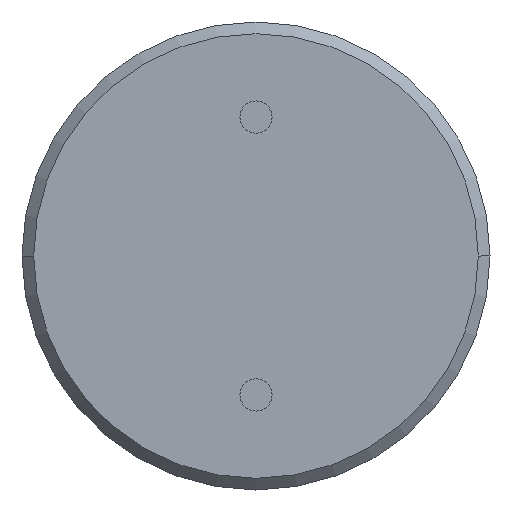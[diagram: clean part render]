
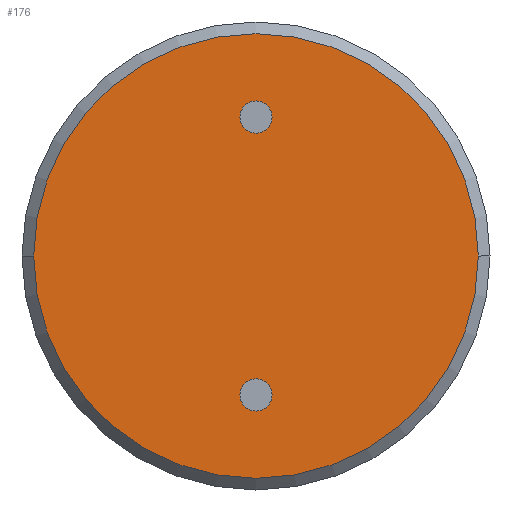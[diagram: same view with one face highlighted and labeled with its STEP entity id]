
A CAD part, front view. The second image highlights one B-rep face of the part: STEP entity #176.
In plain terms, the highlighted planar face has unit normal (0, -1, 0).
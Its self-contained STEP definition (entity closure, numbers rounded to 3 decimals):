
#1=CARTESIAN_POINT('',(0.,0.,-4.75));
#2=DIRECTION('',(0.,1.,0.));
#3=DIRECTION('',(1.,0.,0.));
#4=AXIS2_PLACEMENT_3D('',#1,#2,#3);
#6=CARTESIAN_POINT('',(0.,0.,-4.75));
#7=DIRECTION('',(0.,1.,0.));
#8=DIRECTION('',(-1.,0.,0.));
#9=AXIS2_PLACEMENT_3D('',#6,#7,#8);
#11=CARTESIAN_POINT('',(0.,0.,4.75));
#12=DIRECTION('',(0.,1.,0.));
#13=DIRECTION('',(1.,0.,0.));
#14=AXIS2_PLACEMENT_3D('',#11,#12,#13);
#16=CARTESIAN_POINT('',(0.,0.,4.75));
#17=DIRECTION('',(0.,1.,0.));
#18=DIRECTION('',(-1.,0.,0.));
#19=AXIS2_PLACEMENT_3D('',#16,#17,#18);
#21=CARTESIAN_POINT('',(0.,0.,0.));
#22=DIRECTION('',(0.,-1.,0.));
#23=DIRECTION('',(1.,0.,0.));
#24=AXIS2_PLACEMENT_3D('',#21,#22,#23);
#26=CARTESIAN_POINT('',(0.,0.,0.));
#27=DIRECTION('',(0.,-1.,0.));
#28=DIRECTION('',(-1.,0.,0.));
#29=AXIS2_PLACEMENT_3D('',#26,#27,#28);
#125=CARTESIAN_POINT('',(0.55,0.,-4.75));
#126=VERTEX_POINT('',#125);
#127=CARTESIAN_POINT('',(-0.55,0.,-4.75));
#128=VERTEX_POINT('',#127);
#133=CARTESIAN_POINT('',(0.55,0.,4.75));
#134=CARTESIAN_POINT('',(-0.55,0.,4.75));
#135=VERTEX_POINT('',#133);
#136=VERTEX_POINT('',#134);
#137=CARTESIAN_POINT('',(7.6,0.,0.));
#138=CARTESIAN_POINT('',(-7.6,0.,0.));
#139=VERTEX_POINT('',#137);
#140=VERTEX_POINT('',#138);
#153=CARTESIAN_POINT('',(0.,0.,0.));
#154=DIRECTION('',(0.,1.,0.));
#155=DIRECTION('',(1.,0.,0.));
#156=AXIS2_PLACEMENT_3D('',#153,#154,#155);
#157=PLANE('',#156);
#159=ORIENTED_EDGE('',*,*,#158,.F.);
#161=ORIENTED_EDGE('',*,*,#160,.F.);
#162=EDGE_LOOP('',(#159,#161));
#163=FACE_OUTER_BOUND('',#162,.F.);
#165=ORIENTED_EDGE('',*,*,#164,.F.);
#167=ORIENTED_EDGE('',*,*,#166,.F.);
#168=EDGE_LOOP('',(#165,#167));
#169=FACE_BOUND('',#168,.F.);
#171=ORIENTED_EDGE('',*,*,#170,.F.);
#173=ORIENTED_EDGE('',*,*,#172,.F.);
#174=EDGE_LOOP('',(#171,#173));
#175=FACE_BOUND('',#174,.F.);
#5=CIRCLE('',#4,0.55);
#10=CIRCLE('',#9,0.55);
#15=CIRCLE('',#14,0.55);
#20=CIRCLE('',#19,0.55);
#25=CIRCLE('',#24,7.6);
#30=CIRCLE('',#29,7.6);
#158=EDGE_CURVE('',#139,#140,#25,.T.);
#160=EDGE_CURVE('',#140,#139,#30,.T.);
#164=EDGE_CURVE('',#135,#136,#15,.T.);
#166=EDGE_CURVE('',#136,#135,#20,.T.);
#170=EDGE_CURVE('',#126,#128,#5,.T.);
#172=EDGE_CURVE('',#128,#126,#10,.T.);
#176=ADVANCED_FACE('',(#163,#169,#175),#157,.F.);
